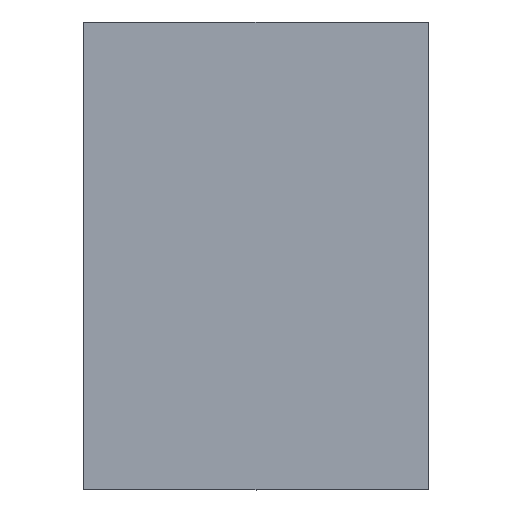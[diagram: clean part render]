
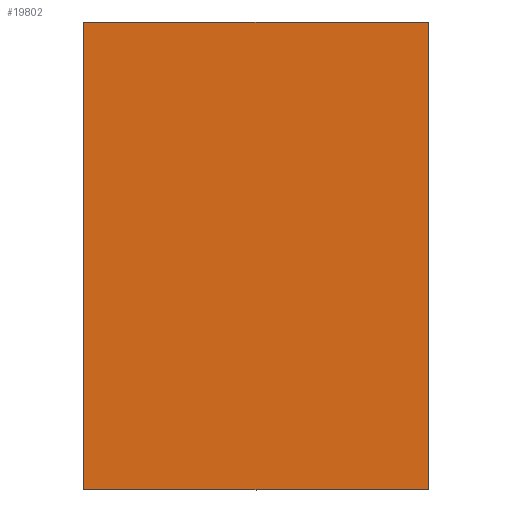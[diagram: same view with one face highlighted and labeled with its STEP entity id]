
A CAD part, left-side view. The second image highlights one B-rep face of the part: STEP entity #19802.
In plain terms, the highlighted planar face has unit normal (-1, 0, 0).
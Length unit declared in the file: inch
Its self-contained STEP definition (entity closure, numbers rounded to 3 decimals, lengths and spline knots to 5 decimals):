
#576 = CARTESIAN_POINT ( 'NONE',  ( -0.66, 0., -0.2197 ) ) ;
#843 = ORIENTED_EDGE ( 'NONE', *, *, #18654, .F. ) ;
#1739 = EDGE_CURVE ( 'NONE', #11581, #2877, #17847, .T. ) ;
#1908 = DIRECTION ( 'NONE',  ( 0., 0., -1. ) ) ;
#2541 = LINE ( 'NONE', #22337, #18635 ) ;
#2877 = VERTEX_POINT ( 'NONE', #9177 ) ;
#3049 = CARTESIAN_POINT ( 'NONE',  ( -0.66, 0.2497, -0.2197 ) ) ;
#3188 = DIRECTION ( 'NONE',  ( -1., 0., 0. ) ) ;
#3362 = VECTOR ( 'NONE', #22117, 39.37008 ) ;
#3825 = VECTOR ( 'NONE', #11582, 39.37008 ) ;
#4473 = VERTEX_POINT ( 'NONE', #576 ) ;
#8093 = CARTESIAN_POINT ( 'NONE',  ( -0.66, 0.2497, 0.12 ) ) ;
#9177 = CARTESIAN_POINT ( 'NONE',  ( -0.66, 0.2497, -0.2197 ) ) ;
#9946 = CARTESIAN_POINT ( 'NONE',  ( -0.66, 0.2497, 0.12 ) ) ;
#10915 = VERTEX_POINT ( 'NONE', #12803 ) ;
#10970 = EDGE_LOOP ( 'NONE', ( #843, #17343, #17707, #12933 ) ) ;
#11581 = VERTEX_POINT ( 'NONE', #9946 ) ;
#11582 = DIRECTION ( 'NONE',  ( 0., -1., 0. ) ) ;
#12803 = CARTESIAN_POINT ( 'NONE',  ( -0.66, 0., 0.12 ) ) ;
#12933 = ORIENTED_EDGE ( 'NONE', *, *, #17205, .T. ) ;
#13350 = DIRECTION ( 'NONE',  ( 0., 0., -1. ) ) ;
#15430 = LINE ( 'NONE', #3049, #3825 ) ;
#15766 = PLANE ( 'NONE',  #22148 ) ;
#17205 = EDGE_CURVE ( 'NONE', #2877, #4473, #15430, .T. ) ;
#17343 = ORIENTED_EDGE ( 'NONE', *, *, #22255, .F. ) ;
#17707 = ORIENTED_EDGE ( 'NONE', *, *, #1739, .T. ) ;
#17847 = LINE ( 'NONE', #25629, #20753 ) ;
#18635 = VECTOR ( 'NONE', #1908, 39.37008 ) ;
#18654 = EDGE_CURVE ( 'NONE', #10915, #4473, #2541, .T. ) ;
#19802 = ADVANCED_FACE ( 'NONE', ( #22789 ), #15766, .T. ) ;
#20753 = VECTOR ( 'NONE', #13350, 39.37008 ) ;
#21704 = DIRECTION ( 'NONE',  ( 0., 0., 1. ) ) ;
#22017 = LINE ( 'NONE', #8093, #3362 ) ;
#22117 = DIRECTION ( 'NONE',  ( 0., -1., 0. ) ) ;
#22148 = AXIS2_PLACEMENT_3D ( 'NONE', #23838, #3188, #21704 ) ;
#22255 = EDGE_CURVE ( 'NONE', #11581, #10915, #22017, .T. ) ;
#22337 = CARTESIAN_POINT ( 'NONE',  ( -0.66, 0., 0. ) ) ;
#22789 = FACE_OUTER_BOUND ( 'NONE', #10970, .T. ) ;
#23838 = CARTESIAN_POINT ( 'NONE',  ( -0.66, 0.2497, 0. ) ) ;
#25629 = CARTESIAN_POINT ( 'NONE',  ( -0.66, 0.2497, 0. ) ) ;
